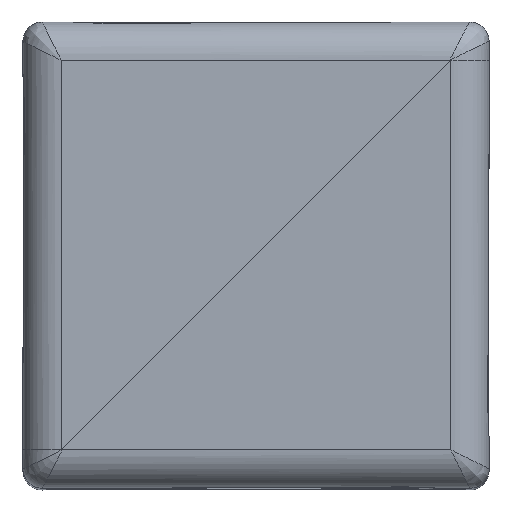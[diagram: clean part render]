
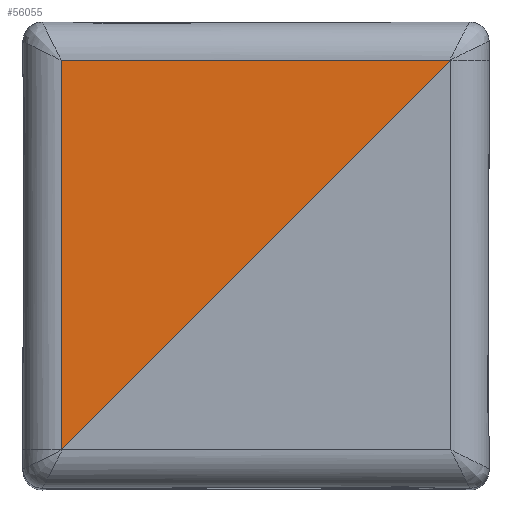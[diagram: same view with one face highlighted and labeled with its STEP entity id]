
A CAD part, top view. The second image highlights one B-rep face of the part: STEP entity #56055.
In plain terms, the highlighted planar face has unit normal (-0.012, 0.012, 1).
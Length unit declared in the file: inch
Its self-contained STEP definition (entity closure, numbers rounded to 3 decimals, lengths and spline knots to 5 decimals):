
#526 = CARTESIAN_POINT ( 'NONE',  ( -0.62654, -0.625, 3.50107 ) ) ;
#1075 = CARTESIAN_POINT ( 'NONE',  ( -0.62449, -0.62449, 3.50109 ) ) ;
#1364 = DIRECTION ( 'NONE',  ( 1., 0., 0.012 ) ) ;
#1885 = EDGE_CURVE ( 'NONE', #7231, #17216, #34684, .T. ) ;
#4774 = DIRECTION ( 'NONE',  ( 0., 1., -0.012 ) ) ;
#5498 = CARTESIAN_POINT ( 'NONE',  ( -0.73169, -0.73169, 3.50109 ) ) ;
#5638 = CARTESIAN_POINT ( 'NONE',  ( 0.01155, 0.09994, 3.5 ) ) ;
#7231 = VERTEX_POINT ( 'NONE', #24396 ) ;
#8738 = DIRECTION ( 'NONE',  ( 0., -1., 0.012 ) ) ;
#9172 = LINE ( 'NONE', #53283, #38181 ) ;
#9464 = EDGE_CURVE ( 'NONE', #38437, #10958, #42962, .T. ) ;
#10958 = VERTEX_POINT ( 'NONE', #52831 ) ;
#11561 = ORIENTED_EDGE ( 'NONE', *, *, #40420, .T. ) ;
#15435 = ORIENTED_EDGE ( 'NONE', *, *, #9464, .T. ) ;
#17140 = CARTESIAN_POINT ( 'NONE',  ( -0.62654, 0.62654, 3.48562 ) ) ;
#17216 = VERTEX_POINT ( 'NONE', #19159 ) ;
#18157 = CARTESIAN_POINT ( 'NONE',  ( -0.62346, -0.62346, 3.50109 ) ) ;
#18441 = PLANE ( 'NONE',  #38936 ) ;
#18581 = CARTESIAN_POINT ( 'NONE',  ( -0.62654, -0.625, 3.50107 ) ) ;
#19159 = CARTESIAN_POINT ( 'NONE',  ( 0.62346, 0.62654, 3.50105 ) ) ;
#19616 = EDGE_CURVE ( 'NONE', #17216, #36720, #9172, .T. ) ;
#21953 = VECTOR ( 'NONE', #4774, 39.37008 ) ;
#22054 = ORIENTED_EDGE ( 'NONE', *, *, #38491, .F. ) ;
#23764 = EDGE_LOOP ( 'NONE', ( #22054, #41358, #49607, #11561, #15435 ) ) ;
#24396 = CARTESIAN_POINT ( 'NONE',  ( 0.62346, 0.62346, 3.50109 ) ) ;
#25735 = VECTOR ( 'NONE', #45100, 39.37008 ) ;
#27147 = LINE ( 'NONE', #5498, #25735 ) ;
#34681 = CARTESIAN_POINT ( 'NONE',  ( -0.62551, -0.625, 3.50108 ) ) ;
#34684 = LINE ( 'NONE', #52038, #21953 ) ;
#36720 = VERTEX_POINT ( 'NONE', #17140 ) ;
#38181 = VECTOR ( 'NONE', #49579, 39.37008 ) ;
#38437 = VERTEX_POINT ( 'NONE', #18581 ) ;
#38491 = EDGE_CURVE ( 'NONE', #7231, #10958, #27147, .T. ) ;
#38936 = AXIS2_PLACEMENT_3D ( 'NONE', #5638, #40408, #1364 ) ;
#40408 = DIRECTION ( 'NONE',  ( -0.012, 0.012, 1. ) ) ;
#40420 = EDGE_CURVE ( 'NONE', #36720, #38437, #48043, .T. ) ;
#41358 = ORIENTED_EDGE ( 'NONE', *, *, #1885, .T. ) ;
#42962 =( BOUNDED_CURVE ( )  B_SPLINE_CURVE ( 3, ( #526, #34681, #1075, #18157 ),
 .UNSPECIFIED., .F., .F. ) 
 B_SPLINE_CURVE_WITH_KNOTS ( ( 4, 4 ),
 ( 0., 0.02469 ),
 .UNSPECIFIED. ) 
 CURVE ( )  GEOMETRIC_REPRESENTATION_ITEM ( )  RATIONAL_B_SPLINE_CURVE ( ( 1., 1., 1., 1. ) ) 
 REPRESENTATION_ITEM ( '' )  );
#44410 = FACE_OUTER_BOUND ( 'NONE', #23764, .T. ) ;
#44975 = VECTOR ( 'NONE', #8738, 39.37008 ) ;
#45100 = DIRECTION ( 'NONE',  ( -0.707, -0.707, 0. ) ) ;
#48043 = LINE ( 'NONE', #56266, #44975 ) ;
#49579 = DIRECTION ( 'NONE',  ( -1., 0., -0.012 ) ) ;
#49607 = ORIENTED_EDGE ( 'NONE', *, *, #19616, .T. ) ;
#52038 = CARTESIAN_POINT ( 'NONE',  ( 0.62346, 0.10003, 3.50755 ) ) ;
#52831 = CARTESIAN_POINT ( 'NONE',  ( -0.62346, -0.62346, 3.50109 ) ) ;
#53283 = CARTESIAN_POINT ( 'NONE',  ( -0.68707, 0.62654, 3.48488 ) ) ;
#56055 = ADVANCED_FACE ( 'NONE', ( #44410 ), #18441, .T. ) ;
#56266 = CARTESIAN_POINT ( 'NONE',  ( -0.62654, -0.68748, 3.50184 ) ) ;
